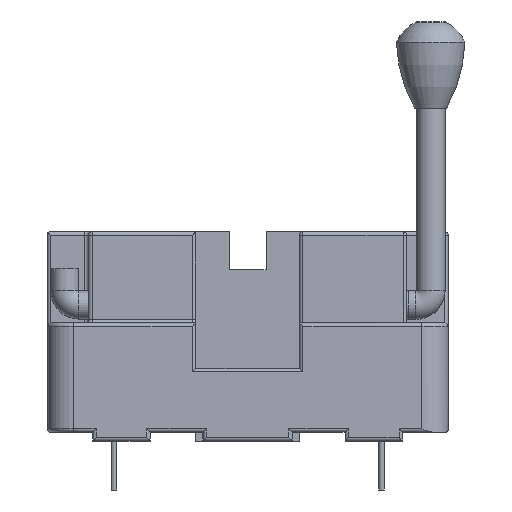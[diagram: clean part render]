
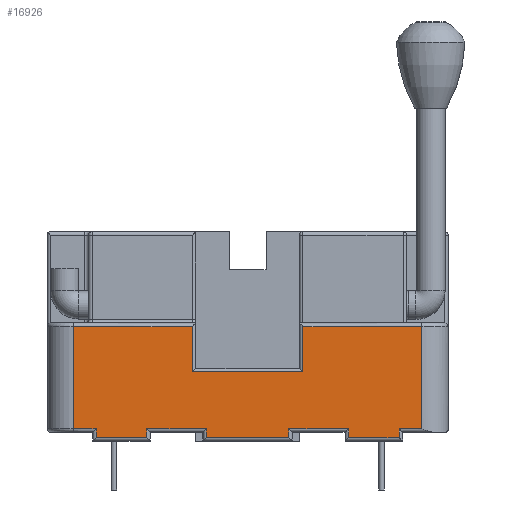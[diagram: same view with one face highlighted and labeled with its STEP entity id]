
A CAD part, left-side view. The second image highlights one B-rep face of the part: STEP entity #16926.
In plain terms, the highlighted planar face has unit normal (-1, 0, 0).
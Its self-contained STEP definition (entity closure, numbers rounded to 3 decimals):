
#1393=LINE('',#24339,#2782);
#1394=LINE('',#24342,#2783);
#1395=LINE('',#24344,#2784);
#1396=LINE('',#24346,#2785);
#1397=LINE('',#24348,#2786);
#1398=LINE('',#24350,#2787);
#1399=LINE('',#24352,#2788);
#1400=LINE('',#24354,#2789);
#1401=LINE('',#24356,#2790);
#1402=LINE('',#24358,#2791);
#1403=LINE('',#24360,#2792);
#1404=LINE('',#24362,#2793);
#1405=LINE('',#24364,#2794);
#1406=LINE('',#24366,#2795);
#1407=LINE('',#24368,#2796);
#1408=LINE('',#24370,#2797);
#1409=LINE('',#24372,#2798);
#1410=LINE('',#24374,#2799);
#1411=LINE('',#24376,#2800);
#1412=LINE('',#24378,#2801);
#2782=VECTOR('',#20741,1000.);
#2783=VECTOR('',#20742,1000.);
#2784=VECTOR('',#20743,1000.);
#2785=VECTOR('',#20744,1000.);
#2786=VECTOR('',#20745,1000.);
#2787=VECTOR('',#20746,1000.);
#2788=VECTOR('',#20747,1000.);
#2789=VECTOR('',#20748,1000.);
#2790=VECTOR('',#20749,1000.);
#2791=VECTOR('',#20750,1000.);
#2792=VECTOR('',#20751,1000.);
#2793=VECTOR('',#20752,1000.);
#2794=VECTOR('',#20753,1000.);
#2795=VECTOR('',#20754,1000.);
#2796=VECTOR('',#20755,1000.);
#2797=VECTOR('',#20756,1000.);
#2798=VECTOR('',#20757,1000.);
#2799=VECTOR('',#20758,1000.);
#2800=VECTOR('',#20759,1000.);
#2801=VECTOR('',#20760,1000.);
#3394=PLANE('',#17769);
#6185=ORIENTED_EDGE('',*,*,#8159,.T.);
#6186=ORIENTED_EDGE('',*,*,#8160,.T.);
#6187=ORIENTED_EDGE('',*,*,#8161,.T.);
#6188=ORIENTED_EDGE('',*,*,#8162,.T.);
#6189=ORIENTED_EDGE('',*,*,#8163,.T.);
#6190=ORIENTED_EDGE('',*,*,#8164,.T.);
#6191=ORIENTED_EDGE('',*,*,#8165,.T.);
#6192=ORIENTED_EDGE('',*,*,#8166,.T.);
#6193=ORIENTED_EDGE('',*,*,#8167,.T.);
#6194=ORIENTED_EDGE('',*,*,#8168,.T.);
#6195=ORIENTED_EDGE('',*,*,#8169,.T.);
#6196=ORIENTED_EDGE('',*,*,#8170,.T.);
#6197=ORIENTED_EDGE('',*,*,#8171,.T.);
#6198=ORIENTED_EDGE('',*,*,#8172,.T.);
#6199=ORIENTED_EDGE('',*,*,#8173,.T.);
#6200=ORIENTED_EDGE('',*,*,#8174,.T.);
#6201=ORIENTED_EDGE('',*,*,#8175,.T.);
#6202=ORIENTED_EDGE('',*,*,#8176,.T.);
#6203=ORIENTED_EDGE('',*,*,#8177,.T.);
#6204=ORIENTED_EDGE('',*,*,#8178,.T.);
#8159=EDGE_CURVE('',#9380,#9381,#1393,.F.);
#8160=EDGE_CURVE('',#9381,#9382,#1394,.T.);
#8161=EDGE_CURVE('',#9382,#9383,#1395,.F.);
#8162=EDGE_CURVE('',#9383,#9384,#1396,.F.);
#8163=EDGE_CURVE('',#9384,#9385,#1397,.T.);
#8164=EDGE_CURVE('',#9385,#9386,#1398,.T.);
#8165=EDGE_CURVE('',#9386,#9387,#1399,.F.);
#8166=EDGE_CURVE('',#9387,#9388,#1400,.T.);
#8167=EDGE_CURVE('',#9388,#9389,#1401,.F.);
#8168=EDGE_CURVE('',#9389,#9390,#1402,.F.);
#8169=EDGE_CURVE('',#9390,#9391,#1403,.F.);
#8170=EDGE_CURVE('',#9391,#9392,#1404,.F.);
#8171=EDGE_CURVE('',#9392,#9393,#1405,.F.);
#8172=EDGE_CURVE('',#9393,#9394,#1406,.F.);
#8173=EDGE_CURVE('',#9394,#9395,#1407,.F.);
#8174=EDGE_CURVE('',#9395,#9396,#1408,.T.);
#8175=EDGE_CURVE('',#9396,#9397,#1409,.T.);
#8176=EDGE_CURVE('',#9397,#9398,#1410,.T.);
#8177=EDGE_CURVE('',#9398,#9399,#1411,.F.);
#8178=EDGE_CURVE('',#9399,#9380,#1412,.F.);
#9380=VERTEX_POINT('',#24340);
#9381=VERTEX_POINT('',#24341);
#9382=VERTEX_POINT('',#24343);
#9383=VERTEX_POINT('',#24345);
#9384=VERTEX_POINT('',#24347);
#9385=VERTEX_POINT('',#24349);
#9386=VERTEX_POINT('',#24351);
#9387=VERTEX_POINT('',#24353);
#9388=VERTEX_POINT('',#24355);
#9389=VERTEX_POINT('',#24357);
#9390=VERTEX_POINT('',#24359);
#9391=VERTEX_POINT('',#24361);
#9392=VERTEX_POINT('',#24363);
#9393=VERTEX_POINT('',#24365);
#9394=VERTEX_POINT('',#24367);
#9395=VERTEX_POINT('',#24369);
#9396=VERTEX_POINT('',#24371);
#9397=VERTEX_POINT('',#24373);
#9398=VERTEX_POINT('',#24375);
#9399=VERTEX_POINT('',#24377);
#10372=EDGE_LOOP('',(#6185,#6186,#6187,#6188,#6189,#6190,#6191,#6192,#6193,
#6194,#6195,#6196,#6197,#6198,#6199,#6200,#6201,#6202,#6203,#6204));
#11230=FACE_BOUND('',#10372,.T.);
#16926=ADVANCED_FACE('',(#11230),#3394,.F.);
#17769=AXIS2_PLACEMENT_3D('',#24338,#20739,#20740);
#20739=DIRECTION('',(1.,0.,0.));
#20740=DIRECTION('',(0.,0.,-1.));
#20741=DIRECTION('',(0.,1.,0.));
#20742=DIRECTION('',(0.,0.,1.));
#20743=DIRECTION('',(0.,-1.,0.));
#20744=DIRECTION('',(0.,0.,1.));
#20745=DIRECTION('',(0.,1.,0.));
#20746=DIRECTION('',(0.,0.,1.));
#20747=DIRECTION('',(0.,-1.,0.));
#20748=DIRECTION('',(0.,0.,-1.));
#20749=DIRECTION('',(0.,1.,0.));
#20750=DIRECTION('',(0.,0.,1.));
#20751=DIRECTION('',(0.,1.,0.));
#20752=DIRECTION('',(0.,0.,-1.));
#20753=DIRECTION('',(0.,1.,0.));
#20754=DIRECTION('',(0.,0.,1.));
#20755=DIRECTION('',(0.,1.,0.));
#20756=DIRECTION('',(0.,0.,1.));
#20757=DIRECTION('',(0.,-1.,0.));
#20758=DIRECTION('',(0.,0.,-1.));
#20759=DIRECTION('',(0.,1.,0.));
#20760=DIRECTION('',(0.,0.,-1.));
#24338=CARTESIAN_POINT('',(-37.98,-11.425,-11.94));
#24339=CARTESIAN_POINT('',(-37.98,-11.425,-11.23));
#24340=CARTESIAN_POINT('',(-37.98,-8.632,-11.23));
#24341=CARTESIAN_POINT('',(-37.98,-9.925,-11.23));
#24342=CARTESIAN_POINT('',(-37.98,-9.925,-11.94));
#24343=CARTESIAN_POINT('',(-37.98,-9.925,-5.407));
#24344=CARTESIAN_POINT('',(-37.98,-2.95,-5.407));
#24345=CARTESIAN_POINT('',(-37.98,-3.15,-5.407));
#24346=CARTESIAN_POINT('',(-37.98,-3.15,-7.795));
#24347=CARTESIAN_POINT('',(-37.98,-3.15,-7.995));
#24348=CARTESIAN_POINT('',(-37.98,-11.425,-7.995));
#24349=CARTESIAN_POINT('',(-37.98,3.15,-7.995));
#24350=CARTESIAN_POINT('',(-37.98,3.15,-5.207));
#24351=CARTESIAN_POINT('',(-37.98,3.15,-5.407));
#24352=CARTESIAN_POINT('',(-37.98,11.425,-5.407));
#24353=CARTESIAN_POINT('',(-37.98,9.925,-5.407));
#24354=CARTESIAN_POINT('',(-37.98,9.925,-11.94));
#24355=CARTESIAN_POINT('',(-37.98,9.925,-11.23));
#24356=CARTESIAN_POINT('',(-37.98,-11.425,-11.23));
#24357=CARTESIAN_POINT('',(-37.98,8.632,-11.23));
#24358=CARTESIAN_POINT('',(-37.98,8.632,-11.94));
#24359=CARTESIAN_POINT('',(-37.98,8.632,-11.74));
#24360=CARTESIAN_POINT('',(-37.98,5.548,-11.74));
#24361=CARTESIAN_POINT('',(-37.98,5.748,-11.74));
#24362=CARTESIAN_POINT('',(-37.98,5.748,-11.94));
#24363=CARTESIAN_POINT('',(-37.98,5.748,-11.23));
#24364=CARTESIAN_POINT('',(-37.98,-11.425,-11.23));
#24365=CARTESIAN_POINT('',(-37.98,2.344,-11.23));
#24366=CARTESIAN_POINT('',(-37.98,2.344,-11.94));
#24367=CARTESIAN_POINT('',(-37.98,2.344,-11.74));
#24368=CARTESIAN_POINT('',(-37.98,-2.544,-11.74));
#24369=CARTESIAN_POINT('',(-37.98,-2.344,-11.74));
#24370=CARTESIAN_POINT('',(-37.98,-2.344,-11.43));
#24371=CARTESIAN_POINT('',(-37.98,-2.344,-11.23));
#24372=CARTESIAN_POINT('',(-37.98,-11.425,-11.23));
#24373=CARTESIAN_POINT('',(-37.98,-5.748,-11.23));
#24374=CARTESIAN_POINT('',(-37.98,-5.748,-11.94));
#24375=CARTESIAN_POINT('',(-37.98,-5.748,-11.74));
#24376=CARTESIAN_POINT('',(-37.98,-8.832,-11.74));
#24377=CARTESIAN_POINT('',(-37.98,-8.632,-11.74));
#24378=CARTESIAN_POINT('',(-37.98,-8.632,-11.94));
